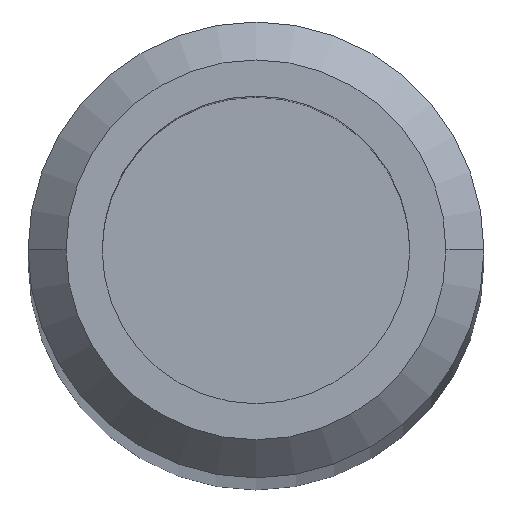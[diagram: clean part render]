
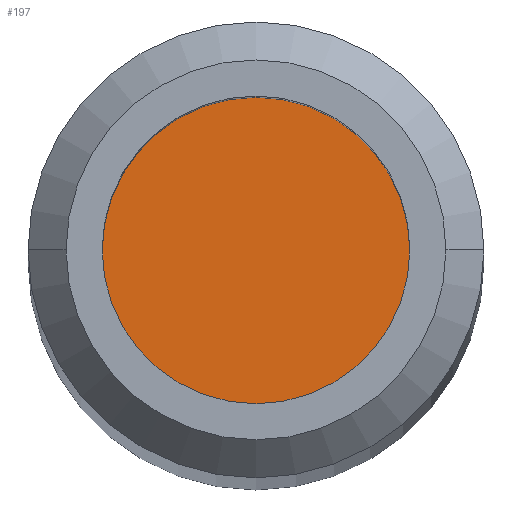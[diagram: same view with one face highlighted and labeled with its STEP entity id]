
A CAD part, top view. The second image highlights one B-rep face of the part: STEP entity #197.
In plain terms, the highlighted planar face has unit normal (0, 0, 1).
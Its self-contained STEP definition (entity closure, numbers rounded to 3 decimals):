
#6 = VERTEX_POINT ( 'NONE', #19 ) ;
#19 = CARTESIAN_POINT ( 'NONE',  ( 4.05, 0., 167. ) ) ;
#21 = CARTESIAN_POINT ( 'NONE',  ( 0., 0., 167. ) ) ;
#28 = CIRCLE ( 'NONE', #164, 4.05 ) ;
#50 = DIRECTION ( 'NONE',  ( 1., 0., 0. ) ) ;
#53 = CIRCLE ( 'NONE', #227, 4.05 ) ;
#65 = CARTESIAN_POINT ( 'NONE',  ( 0., 0., 167. ) ) ;
#78 = CARTESIAN_POINT ( 'NONE',  ( 0., 0., 167. ) ) ;
#101 = DIRECTION ( 'NONE',  ( 1., 0., 0. ) ) ;
#106 = ORIENTED_EDGE ( 'NONE', *, *, #150, .T. ) ;
#116 = AXIS2_PLACEMENT_3D ( 'NONE', #65, #298, #238 ) ;
#119 = DIRECTION ( 'NONE',  ( 0., 0., 1. ) ) ;
#150 = EDGE_CURVE ( 'NONE', #6, #151, #53, .T. ) ;
#151 = VERTEX_POINT ( 'NONE', #299 ) ;
#153 = ORIENTED_EDGE ( 'NONE', *, *, #281, .T. ) ;
#164 = AXIS2_PLACEMENT_3D ( 'NONE', #78, #303, #101 ) ;
#191 = PLANE ( 'NONE',  #116 ) ;
#197 = ADVANCED_FACE ( 'NONE', ( #232 ), #191, .T. ) ;
#227 = AXIS2_PLACEMENT_3D ( 'NONE', #21, #119, #50 ) ;
#232 = FACE_OUTER_BOUND ( 'NONE', #283, .T. ) ;
#238 = DIRECTION ( 'NONE',  ( 1., 0., 0. ) ) ;
#281 = EDGE_CURVE ( 'NONE', #151, #6, #28, .T. ) ;
#283 = EDGE_LOOP ( 'NONE', ( #106, #153 ) ) ;
#298 = DIRECTION ( 'NONE',  ( 0., 0., 1. ) ) ;
#299 = CARTESIAN_POINT ( 'NONE',  ( -4.05, 0., 167. ) ) ;
#303 = DIRECTION ( 'NONE',  ( 0., 0., 1. ) ) ;
